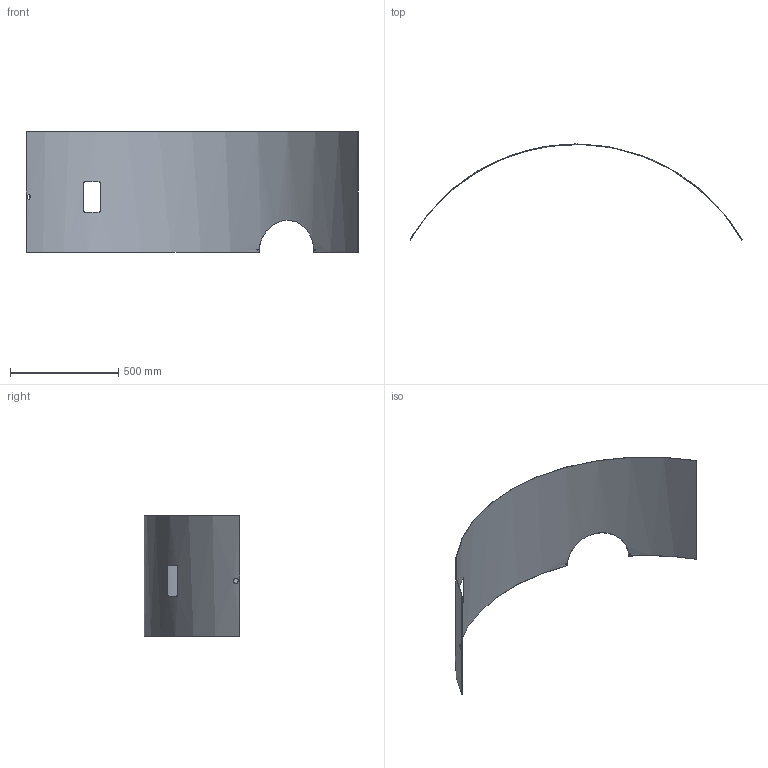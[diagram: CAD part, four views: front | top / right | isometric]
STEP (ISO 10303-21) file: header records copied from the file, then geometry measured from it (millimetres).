
FILE_DESCRIPTION (( 'STEP AP214' ), '1' );
FILE_NAME ('D1201125-v2.STEP', '2013-02-22T18:25:19', ( 'ligo' ), ( 'Microsoft' ), 'SwSTEP 2.0', 'SolidWorks 2013', '' );
FILE_SCHEMA (( 'AUTOMOTIVE_DESIGN' ));
Length unit declared in the file: inch
Products named in the file (1): D1201125-v2
Bounding box: 1533.11 x 443.18 x 557.71 mm (x, y, z)
Volume: 1202206.1 mm3; surface area: 1978895 mm2
Topology: 1 solids, 1 shells, 24 faces, 74 edges, 52 vertices
Faces by surface type: cylinder 11, plane 9, bspline 4
Entity records: 2044 total; most frequent: CARTESIAN_POINT 1371, ORIENTED_EDGE 148, DIRECTION 100, EDGE_CURVE 74, VERTEX_POINT 52, VECTOR 38, LINE 38, EDGE_LOOP 32
